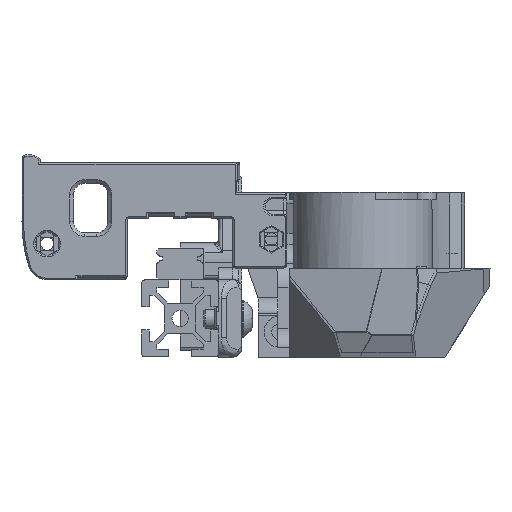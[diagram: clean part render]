
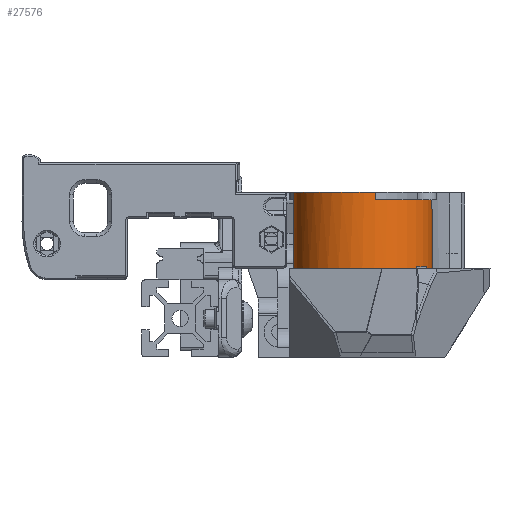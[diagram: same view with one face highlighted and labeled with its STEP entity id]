
A CAD part, left-side view. The second image highlights one B-rep face of the part: STEP entity #27576.
In plain terms, the highlighted cylindrical face has radius 18 mm (diameter 36 mm), a full revolution.
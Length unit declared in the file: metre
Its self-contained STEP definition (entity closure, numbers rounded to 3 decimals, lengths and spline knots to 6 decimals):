
#1262=CIRCLE('',#30255,0.018);
#1264=CIRCLE('',#30258,0.018);
#1266=CIRCLE('',#30262,0.018);
#1267=CIRCLE('',#30263,0.018);
#1268=CIRCLE('',#30265,0.018);
#1777=CYLINDRICAL_SURFACE('',#30266,0.018);
#7842=ORIENTED_EDGE('',*,*,#12648,.F.);
#7843=ORIENTED_EDGE('',*,*,#12644,.F.);
#7844=ORIENTED_EDGE('',*,*,#12637,.T.);
#7845=ORIENTED_EDGE('',*,*,#12646,.T.);
#7846=ORIENTED_EDGE('',*,*,#12625,.F.);
#7847=ORIENTED_EDGE('',*,*,#12642,.F.);
#7848=ORIENTED_EDGE('',*,*,#12631,.T.);
#7849=ORIENTED_EDGE('',*,*,#12647,.T.);
#7850=ORIENTED_EDGE('',*,*,#12635,.F.);
#12625=EDGE_CURVE('',#15484,#15486,#18103,.T.);
#12631=EDGE_CURVE('',#15489,#15491,#18106,.T.);
#12635=EDGE_CURVE('',#15495,#15493,#18108,.T.);
#12637=EDGE_CURVE('',#15498,#15496,#18109,.T.);
#12642=EDGE_CURVE('',#15489,#15484,#1262,.T.);
#12644=EDGE_CURVE('',#15498,#15495,#1264,.T.);
#12646=EDGE_CURVE('',#15496,#15486,#1266,.T.);
#12647=EDGE_CURVE('',#15491,#15493,#1267,.T.);
#12648=EDGE_CURVE('',#15500,#15500,#1268,.T.);
#15484=VERTEX_POINT('',#47229);
#15486=VERTEX_POINT('',#47232);
#15489=VERTEX_POINT('',#47239);
#15491=VERTEX_POINT('',#47243);
#15493=VERTEX_POINT('',#47248);
#15495=VERTEX_POINT('',#47252);
#15496=VERTEX_POINT('',#47256);
#15498=VERTEX_POINT('',#47259);
#15500=VERTEX_POINT('',#47278);
#18103=LINE('',#47231,#20785);
#18106=LINE('',#47244,#20788);
#18108=LINE('',#47253,#20790);
#18109=LINE('',#47258,#20791);
#20785=VECTOR('',#36791,1.);
#20788=VECTOR('',#36802,1.);
#20790=VECTOR('',#36810,1.);
#20791=VECTOR('',#36815,1.);
#22917=EDGE_LOOP('',(#7842));
#22918=EDGE_LOOP('',(#7843,#7844,#7845,#7846,#7847,#7848,#7849,#7850));
#24880=FACE_BOUND('',#22917,.T.);
#24881=FACE_BOUND('',#22918,.T.);
#27576=ADVANCED_FACE('',(#24880,#24881),#1777,.T.);
#30255=AXIS2_PLACEMENT_3D('',#47267,#36827,#36828);
#30258=AXIS2_PLACEMENT_3D('',#47270,#36833,#36834);
#30262=AXIS2_PLACEMENT_3D('',#47274,#36841,#36842);
#30263=AXIS2_PLACEMENT_3D('',#47275,#36843,#36844);
#30265=AXIS2_PLACEMENT_3D('',#47277,#36847,#36848);
#30266=AXIS2_PLACEMENT_3D('',#47279,#36849,#36850);
#36791=DIRECTION('',(0.,0.,1.));
#36802=DIRECTION('',(0.,0.,1.));
#36810=DIRECTION('',(0.,0.,1.));
#36815=DIRECTION('',(0.,0.,1.));
#36827=DIRECTION('',(0.,0.,1.));
#36828=DIRECTION('',(0.,-1.,0.));
#36833=DIRECTION('',(0.,0.,1.));
#36834=DIRECTION('',(0.,-1.,0.));
#36841=DIRECTION('',(0.,0.,-1.));
#36842=DIRECTION('',(0.,1.,0.));
#36843=DIRECTION('',(0.,0.,-1.));
#36844=DIRECTION('',(0.,1.,0.));
#36847=DIRECTION('',(0.,0.,-1.));
#36848=DIRECTION('',(0.,1.,0.));
#36849=DIRECTION('',(0.,0.,1.));
#36850=DIRECTION('',(0.,-1.,0.));
#47229=CARTESIAN_POINT('',(0.007593,0.024164,0.0428));
#47231=CARTESIAN_POINT('',(0.007593,0.024164,0.0248));
#47232=CARTESIAN_POINT('',(0.007593,0.024164,0.0448));
#47239=CARTESIAN_POINT('',(0.02206,0.009697,0.0428));
#47243=CARTESIAN_POINT('',(0.02206,0.009697,0.0448));
#47244=CARTESIAN_POINT('',(0.02206,0.009697,0.0248));
#47248=CARTESIAN_POINT('',(0.001114,-0.011248,0.0448));
#47252=CARTESIAN_POINT('',(0.001114,-0.011248,0.0428));
#47253=CARTESIAN_POINT('',(0.001114,-0.011248,0.0248));
#47256=CARTESIAN_POINT('',(-0.013353,0.003218,0.0448));
#47258=CARTESIAN_POINT('',(-0.013353,0.003218,0.0248));
#47259=CARTESIAN_POINT('',(-0.013353,0.003218,0.0428));
#47267=CARTESIAN_POINT('',(0.004353,0.006458,0.0428));
#47270=CARTESIAN_POINT('',(0.004353,0.006458,0.0428));
#47274=CARTESIAN_POINT('',(0.004353,0.006458,0.0448));
#47275=CARTESIAN_POINT('',(0.004353,0.006458,0.0448));
#47277=CARTESIAN_POINT('',(0.004353,0.006458,0.0248));
#47278=CARTESIAN_POINT('',(0.004353,0.024458,0.0248));
#47279=CARTESIAN_POINT('',(0.004353,0.006458,0.0248));
